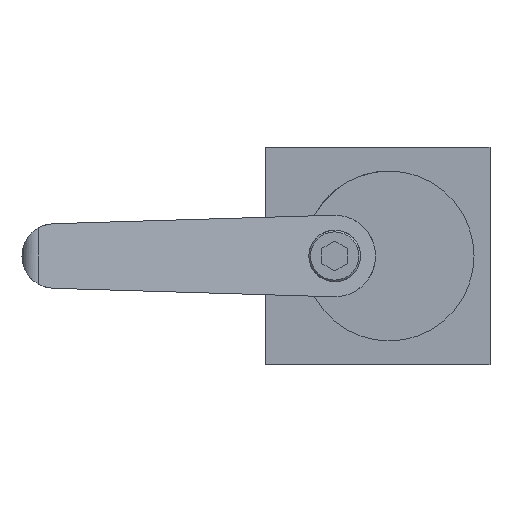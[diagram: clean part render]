
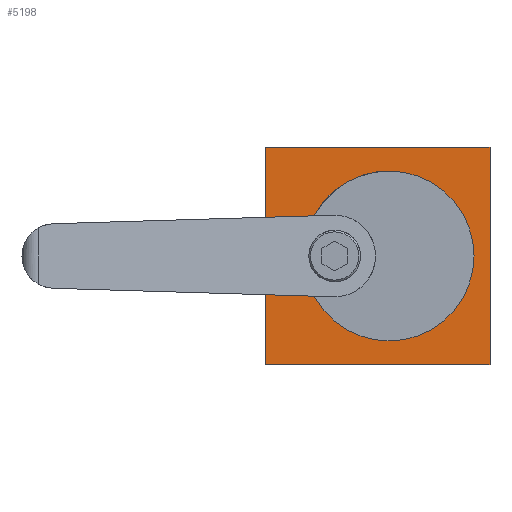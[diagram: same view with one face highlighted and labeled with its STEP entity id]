
A CAD part, left-side view. The second image highlights one B-rep face of the part: STEP entity #5198.
In plain terms, the highlighted planar face has unit normal (-1, 0, 0).
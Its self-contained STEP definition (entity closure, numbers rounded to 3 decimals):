
#17=DIRECTION('',(0.,-1.,0.));
#18=VECTOR('',#17,66.);
#19=CARTESIAN_POINT('',(0.,66.,0.));
#20=LINE('',#19,#18);
#435=DIRECTION('',(0.,0.,1.));
#436=VECTOR('',#435,64.);
#437=CARTESIAN_POINT('',(0.,66.,-64.));
#438=LINE('',#437,#436);
#479=DIRECTION('',(0.,-1.,0.));
#480=VECTOR('',#479,66.);
#481=CARTESIAN_POINT('',(0.,66.,-64.));
#482=LINE('',#481,#480);
#483=DIRECTION('',(0.,0.,1.));
#484=VECTOR('',#483,64.);
#485=CARTESIAN_POINT('',(0.,0.,-64.));
#486=LINE('',#485,#484);
#487=CARTESIAN_POINT('',(0.,29.7,-32.));
#488=DIRECTION('',(-1.,0.,0.));
#489=DIRECTION('',(0.,0.,1.));
#490=AXIS2_PLACEMENT_3D('',#487,#488,#489);
#492=CARTESIAN_POINT('',(0.,29.7,-32.));
#493=DIRECTION('',(-1.,0.,0.));
#494=DIRECTION('',(0.,0.,-1.));
#495=AXIS2_PLACEMENT_3D('',#492,#493,#494);
#3581=CARTESIAN_POINT('',(0.,0.,-64.));
#3582=VERTEX_POINT('',#3581);
#3583=CARTESIAN_POINT('',(0.,66.,-64.));
#3584=VERTEX_POINT('',#3583);
#3605=CARTESIAN_POINT('',(0.,0.,0.));
#3606=VERTEX_POINT('',#3605);
#3609=CARTESIAN_POINT('',(0.,66.,0.));
#3610=VERTEX_POINT('',#3609);
#4595=CARTESIAN_POINT('',(0.,29.7,-7.));
#4596=CARTESIAN_POINT('',(0.,29.7,-57.));
#4597=VERTEX_POINT('',#4595);
#4598=VERTEX_POINT('',#4596);
#5180=CARTESIAN_POINT('',(0.,33.,-32.));
#5181=DIRECTION('',(1.,0.,0.));
#5182=DIRECTION('',(0.,-1.,0.));
#5183=AXIS2_PLACEMENT_3D('',#5180,#5181,#5182);
#5184=PLANE('',#5183);
#5185=ORIENTED_EDGE('',*,*,#5134,.F.);
#5186=ORIENTED_EDGE('',*,*,#5151,.T.);
#5187=ORIENTED_EDGE('',*,*,#4634,.T.);
#5189=ORIENTED_EDGE('',*,*,#5188,.F.);
#5190=EDGE_LOOP('',(#5185,#5186,#5187,#5189));
#5191=FACE_OUTER_BOUND('',#5190,.F.);
#5193=ORIENTED_EDGE('',*,*,#5192,.T.);
#5195=ORIENTED_EDGE('',*,*,#5194,.T.);
#5196=EDGE_LOOP('',(#5193,#5195));
#5197=FACE_BOUND('',#5196,.F.);
#5198=ADVANCED_FACE('',(#5191,#5197),#5184,.F.);
#491=CIRCLE('',#490,25.);
#496=CIRCLE('',#495,25.);
#4634=EDGE_CURVE('',#3610,#3606,#20,.T.);
#5134=EDGE_CURVE('',#3584,#3582,#482,.T.);
#5151=EDGE_CURVE('',#3584,#3610,#438,.T.);
#5188=EDGE_CURVE('',#3582,#3606,#486,.T.);
#5192=EDGE_CURVE('',#4597,#4598,#491,.T.);
#5194=EDGE_CURVE('',#4598,#4597,#496,.T.);
